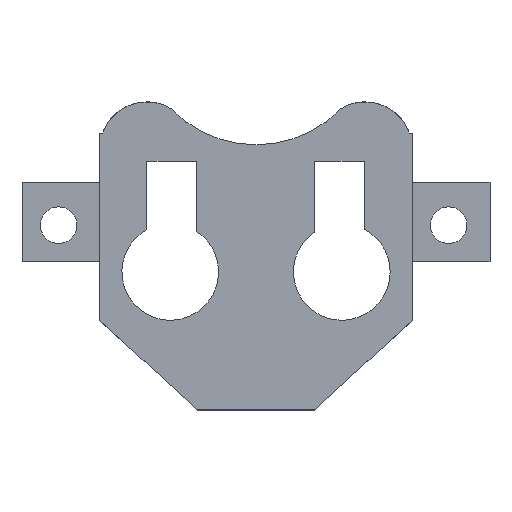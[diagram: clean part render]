
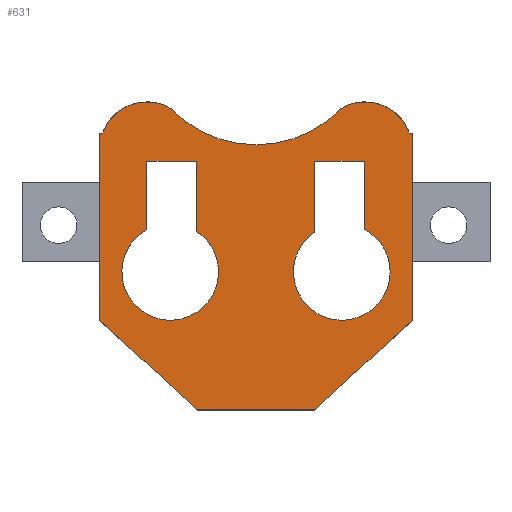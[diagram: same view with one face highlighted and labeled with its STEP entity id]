
A CAD part, top view. The second image highlights one B-rep face of the part: STEP entity #631.
In plain terms, the highlighted planar face has unit normal (0, 0, 1).
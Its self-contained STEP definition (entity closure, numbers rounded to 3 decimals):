
#124 = VERTEX_POINT('',#125);
#125 = CARTESIAN_POINT('',(3.75,-5.75,3.3));
#131 = EDGE_CURVE('',#124,#132,#134,.T.);
#132 = VERTEX_POINT('',#133);
#133 = CARTESIAN_POINT('',(10.025,0.,3.3));
#134 = LINE('',#135,#136);
#135 = CARTESIAN_POINT('',(3.75,-5.75,3.3));
#136 = VECTOR('',#137,1.);
#137 = DIRECTION('',(0.737,0.676,0.));
#178 = EDGE_CURVE('',#132,#179,#181,.T.);
#179 = VERTEX_POINT('',#180);
#180 = CARTESIAN_POINT('',(10.025,12.,3.3));
#181 = LINE('',#182,#183);
#182 = CARTESIAN_POINT('',(10.025,0.,3.3));
#183 = VECTOR('',#184,1.);
#184 = DIRECTION('',(0.,1.,0.));
#290 = VERTEX_POINT('',#291);
#291 = CARTESIAN_POINT('',(9.828,12.,3.3));
#297 = EDGE_CURVE('',#179,#290,#298,.T.);
#298 = LINE('',#299,#300);
#299 = CARTESIAN_POINT('',(2.25,12.,3.3));
#300 = VECTOR('',#301,1.);
#301 = DIRECTION('',(-1.,0.,0.));
#312 = EDGE_CURVE('',#290,#313,#315,.T.);
#313 = VERTEX_POINT('',#314);
#314 = CARTESIAN_POINT('',(5.381,13.526,3.3));
#315 = CIRCLE('',#316,3.);
#316 = AXIS2_PLACEMENT_3D('',#317,#318,#319);
#317 = CARTESIAN_POINT('',(7.,11.,3.3));
#318 = DIRECTION('',(0.,0.,1.));
#319 = DIRECTION('',(1.,0.,0.));
#631 = ADVANCED_FACE('',(#632,#738,#782),#826,.T.);
#632 = FACE_BOUND('',#633,.T.);
#633 = EDGE_LOOP('',(#634,#642,#643,#644,#645,#646,#655,#664,#672,#681,
    #689,#698,#707,#716,#724,#732));
#634 = ORIENTED_EDGE('',*,*,#635,.T.);
#635 = EDGE_CURVE('',#636,#124,#638,.T.);
#636 = VERTEX_POINT('',#637);
#637 = CARTESIAN_POINT('',(-3.75,-5.75,3.3));
#638 = LINE('',#639,#640);
#639 = CARTESIAN_POINT('',(-3.75,-5.75,3.3));
#640 = VECTOR('',#641,1.);
#641 = DIRECTION('',(1.,0.,0.));
#642 = ORIENTED_EDGE('',*,*,#131,.T.);
#643 = ORIENTED_EDGE('',*,*,#178,.T.);
#644 = ORIENTED_EDGE('',*,*,#297,.T.);
#645 = ORIENTED_EDGE('',*,*,#312,.T.);
#646 = ORIENTED_EDGE('',*,*,#647,.F.);
#647 = EDGE_CURVE('',#648,#313,#650,.T.);
#648 = VERTEX_POINT('',#649);
#649 = CARTESIAN_POINT('',(4.651,12.867,3.3));
#650 = CIRCLE('',#651,7.5);
#651 = AXIS2_PLACEMENT_3D('',#652,#653,#654);
#652 = CARTESIAN_POINT('',(0.,18.75,3.3));
#653 = DIRECTION('',(0.,0.,1.));
#654 = DIRECTION('',(1.,0.,0.));
#655 = ORIENTED_EDGE('',*,*,#656,.T.);
#656 = EDGE_CURVE('',#648,#657,#659,.T.);
#657 = VERTEX_POINT('',#658);
#658 = CARTESIAN_POINT('',(4.5,12.658,3.3));
#659 = CIRCLE('',#660,3.);
#660 = AXIS2_PLACEMENT_3D('',#661,#662,#663);
#661 = CARTESIAN_POINT('',(7.,11.,3.3));
#662 = DIRECTION('',(0.,0.,1.));
#663 = DIRECTION('',(1.,0.,0.));
#664 = ORIENTED_EDGE('',*,*,#665,.T.);
#665 = EDGE_CURVE('',#657,#666,#668,.T.);
#666 = VERTEX_POINT('',#667);
#667 = CARTESIAN_POINT('',(4.5,12.75,3.3));
#668 = LINE('',#669,#670);
#669 = CARTESIAN_POINT('',(4.5,8.663,3.3));
#670 = VECTOR('',#671,1.);
#671 = DIRECTION('',(0.,1.,0.));
#672 = ORIENTED_EDGE('',*,*,#673,.F.);
#673 = EDGE_CURVE('',#674,#666,#676,.T.);
#674 = VERTEX_POINT('',#675);
#675 = CARTESIAN_POINT('',(-4.5,12.75,3.3));
#676 = CIRCLE('',#677,7.5);
#677 = AXIS2_PLACEMENT_3D('',#678,#679,#680);
#678 = CARTESIAN_POINT('',(0.,18.75,3.3));
#679 = DIRECTION('',(0.,0.,1.));
#680 = DIRECTION('',(1.,0.,0.));
#681 = ORIENTED_EDGE('',*,*,#682,.F.);
#682 = EDGE_CURVE('',#683,#674,#685,.T.);
#683 = VERTEX_POINT('',#684);
#684 = CARTESIAN_POINT('',(-4.5,12.658,3.3));
#685 = LINE('',#686,#687);
#686 = CARTESIAN_POINT('',(-4.5,8.663,3.3));
#687 = VECTOR('',#688,1.);
#688 = DIRECTION('',(0.,1.,0.));
#689 = ORIENTED_EDGE('',*,*,#690,.T.);
#690 = EDGE_CURVE('',#683,#691,#693,.T.);
#691 = VERTEX_POINT('',#692);
#692 = CARTESIAN_POINT('',(-4.651,12.867,3.3));
#693 = CIRCLE('',#694,3.);
#694 = AXIS2_PLACEMENT_3D('',#695,#696,#697);
#695 = CARTESIAN_POINT('',(-7.,11.,3.3));
#696 = DIRECTION('',(0.,0.,1.));
#697 = DIRECTION('',(1.,0.,0.));
#698 = ORIENTED_EDGE('',*,*,#699,.F.);
#699 = EDGE_CURVE('',#700,#691,#702,.T.);
#700 = VERTEX_POINT('',#701);
#701 = CARTESIAN_POINT('',(-5.381,13.526,3.3));
#702 = CIRCLE('',#703,7.5);
#703 = AXIS2_PLACEMENT_3D('',#704,#705,#706);
#704 = CARTESIAN_POINT('',(0.,18.75,3.3));
#705 = DIRECTION('',(0.,0.,1.));
#706 = DIRECTION('',(1.,0.,0.));
#707 = ORIENTED_EDGE('',*,*,#708,.T.);
#708 = EDGE_CURVE('',#700,#709,#711,.T.);
#709 = VERTEX_POINT('',#710);
#710 = CARTESIAN_POINT('',(-9.828,12.,3.3));
#711 = CIRCLE('',#712,3.);
#712 = AXIS2_PLACEMENT_3D('',#713,#714,#715);
#713 = CARTESIAN_POINT('',(-7.,11.,3.3));
#714 = DIRECTION('',(0.,0.,1.));
#715 = DIRECTION('',(1.,0.,0.));
#716 = ORIENTED_EDGE('',*,*,#717,.T.);
#717 = EDGE_CURVE('',#709,#718,#720,.T.);
#718 = VERTEX_POINT('',#719);
#719 = CARTESIAN_POINT('',(-10.025,12.,3.3));
#720 = LINE('',#721,#722);
#721 = CARTESIAN_POINT('',(-5.25,12.,3.3));
#722 = VECTOR('',#723,1.);
#723 = DIRECTION('',(-1.,0.,0.));
#724 = ORIENTED_EDGE('',*,*,#725,.T.);
#725 = EDGE_CURVE('',#718,#726,#728,.T.);
#726 = VERTEX_POINT('',#727);
#727 = CARTESIAN_POINT('',(-10.025,0.,3.3));
#728 = LINE('',#729,#730);
#729 = CARTESIAN_POINT('',(-10.025,14.05,3.3));
#730 = VECTOR('',#731,1.);
#731 = DIRECTION('',(0.,-1.,0.));
#732 = ORIENTED_EDGE('',*,*,#733,.T.);
#733 = EDGE_CURVE('',#726,#636,#734,.T.);
#734 = LINE('',#735,#736);
#735 = CARTESIAN_POINT('',(-10.025,0.,3.3));
#736 = VECTOR('',#737,1.);
#737 = DIRECTION('',(0.737,-0.676,0.));
#738 = FACE_BOUND('',#739,.T.);
#739 = EDGE_LOOP('',(#740,#751,#760,#768,#776));
#740 = ORIENTED_EDGE('',*,*,#741,.F.);
#741 = EDGE_CURVE('',#742,#744,#746,.T.);
#742 = VERTEX_POINT('',#743);
#743 = CARTESIAN_POINT('',(-2.4,3.1,3.3));
#744 = VERTEX_POINT('',#745);
#745 = CARTESIAN_POINT('',(-3.8,5.692,3.3));
#746 = CIRCLE('',#747,3.1);
#747 = AXIS2_PLACEMENT_3D('',#748,#749,#750);
#748 = CARTESIAN_POINT('',(-5.5,3.1,3.3));
#749 = DIRECTION('',(0.,0.,1.));
#750 = DIRECTION('',(1.,0.,0.));
#751 = ORIENTED_EDGE('',*,*,#752,.F.);
#752 = EDGE_CURVE('',#753,#742,#755,.T.);
#753 = VERTEX_POINT('',#754);
#754 = CARTESIAN_POINT('',(-7.,5.813,3.3));
#755 = CIRCLE('',#756,3.1);
#756 = AXIS2_PLACEMENT_3D('',#757,#758,#759);
#757 = CARTESIAN_POINT('',(-5.5,3.1,3.3));
#758 = DIRECTION('',(0.,0.,1.));
#759 = DIRECTION('',(1.,0.,0.));
#760 = ORIENTED_EDGE('',*,*,#761,.T.);
#761 = EDGE_CURVE('',#753,#762,#764,.T.);
#762 = VERTEX_POINT('',#763);
#763 = CARTESIAN_POINT('',(-7.,10.2,3.3));
#764 = LINE('',#765,#766);
#765 = CARTESIAN_POINT('',(-7.,4.213,3.3));
#766 = VECTOR('',#767,1.);
#767 = DIRECTION('',(0.,1.,0.));
#768 = ORIENTED_EDGE('',*,*,#769,.F.);
#769 = EDGE_CURVE('',#770,#762,#772,.T.);
#770 = VERTEX_POINT('',#771);
#771 = CARTESIAN_POINT('',(-3.8,10.2,3.3));
#772 = LINE('',#773,#774);
#773 = CARTESIAN_POINT('',(-3.5,10.2,3.3));
#774 = VECTOR('',#775,1.);
#775 = DIRECTION('',(-1.,0.,0.));
#776 = ORIENTED_EDGE('',*,*,#777,.F.);
#777 = EDGE_CURVE('',#744,#770,#778,.T.);
#778 = LINE('',#779,#780);
#779 = CARTESIAN_POINT('',(-3.8,4.213,3.3));
#780 = VECTOR('',#781,1.);
#781 = DIRECTION('',(0.,1.,0.));
#782 = FACE_BOUND('',#783,.T.);
#783 = EDGE_LOOP('',(#784,#795,#804,#812,#820));
#784 = ORIENTED_EDGE('',*,*,#785,.F.);
#785 = EDGE_CURVE('',#786,#788,#790,.T.);
#786 = VERTEX_POINT('',#787);
#787 = CARTESIAN_POINT('',(8.6,3.1,3.3));
#788 = VERTEX_POINT('',#789);
#789 = CARTESIAN_POINT('',(6.95,5.84,3.3));
#790 = CIRCLE('',#791,3.1);
#791 = AXIS2_PLACEMENT_3D('',#792,#793,#794);
#792 = CARTESIAN_POINT('',(5.5,3.1,3.3));
#793 = DIRECTION('',(0.,0.,1.));
#794 = DIRECTION('',(1.,0.,0.));
#795 = ORIENTED_EDGE('',*,*,#796,.F.);
#796 = EDGE_CURVE('',#797,#786,#799,.T.);
#797 = VERTEX_POINT('',#798);
#798 = CARTESIAN_POINT('',(3.75,5.659,3.3));
#799 = CIRCLE('',#800,3.1);
#800 = AXIS2_PLACEMENT_3D('',#801,#802,#803);
#801 = CARTESIAN_POINT('',(5.5,3.1,3.3));
#802 = DIRECTION('',(0.,0.,1.));
#803 = DIRECTION('',(1.,0.,0.));
#804 = ORIENTED_EDGE('',*,*,#805,.T.);
#805 = EDGE_CURVE('',#797,#806,#808,.T.);
#806 = VERTEX_POINT('',#807);
#807 = CARTESIAN_POINT('',(3.75,10.2,3.3));
#808 = LINE('',#809,#810);
#809 = CARTESIAN_POINT('',(3.75,4.213,3.3));
#810 = VECTOR('',#811,1.);
#811 = DIRECTION('',(0.,1.,0.));
#812 = ORIENTED_EDGE('',*,*,#813,.F.);
#813 = EDGE_CURVE('',#814,#806,#816,.T.);
#814 = VERTEX_POINT('',#815);
#815 = CARTESIAN_POINT('',(6.95,10.2,3.3));
#816 = LINE('',#817,#818);
#817 = CARTESIAN_POINT('',(1.875,10.2,3.3));
#818 = VECTOR('',#819,1.);
#819 = DIRECTION('',(-1.,0.,0.));
#820 = ORIENTED_EDGE('',*,*,#821,.F.);
#821 = EDGE_CURVE('',#788,#814,#822,.T.);
#822 = LINE('',#823,#824);
#823 = CARTESIAN_POINT('',(6.95,4.213,3.3));
#824 = VECTOR('',#825,1.);
#825 = DIRECTION('',(0.,1.,0.));
#826 = PLANE('',#827);
#827 = AXIS2_PLACEMENT_3D('',#828,#829,#830);
#828 = CARTESIAN_POINT('',(0.,5.326,3.3));
#829 = DIRECTION('',(0.,0.,1.));
#830 = DIRECTION('',(1.,0.,0.));
